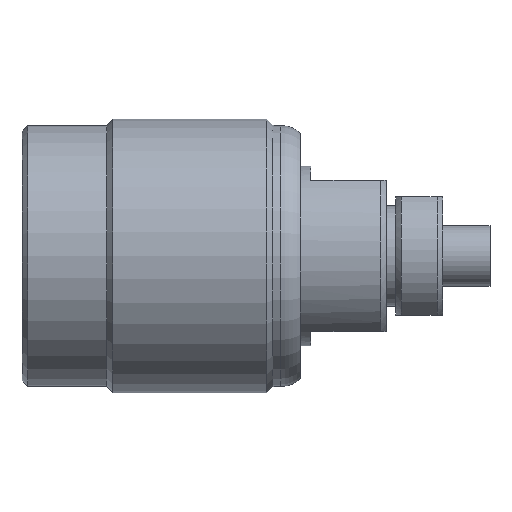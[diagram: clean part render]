
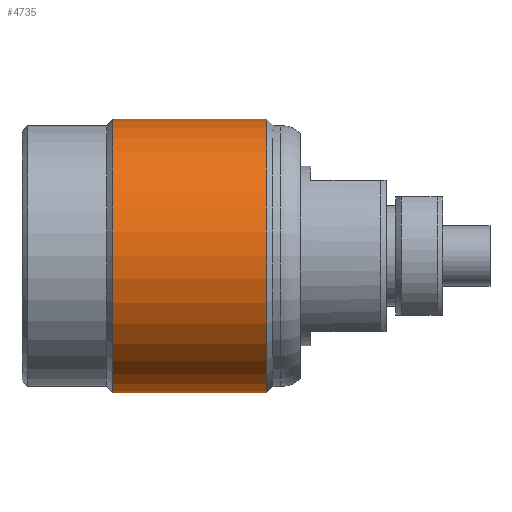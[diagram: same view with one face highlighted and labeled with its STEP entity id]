
A CAD part, top view. The second image highlights one B-rep face of the part: STEP entity #4735.
In plain terms, the highlighted cylindrical face has radius 7.24 mm (diameter 14.48 mm), a partial arc.
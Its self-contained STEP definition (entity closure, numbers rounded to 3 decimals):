
#241=CARTESIAN_POINT('',(12.18,0.,0.));
#242=DIRECTION('',(1.,0.,0.));
#243=DIRECTION('',(0.,1.,0.));
#244=AXIS2_PLACEMENT_3D('',#241,#242,#243);
#246=DIRECTION('',(-1.,0.,0.));
#247=VECTOR('',#246,8.16);
#248=CARTESIAN_POINT('',(12.18,7.24,0.));
#249=LINE('',#248,#247);
#250=DIRECTION('',(-1.,0.,0.));
#251=VECTOR('',#250,8.16);
#252=CARTESIAN_POINT('',(12.18,-7.24,0.));
#253=LINE('',#252,#251);
#328=CARTESIAN_POINT('',(4.02,0.,0.));
#329=DIRECTION('',(1.,0.,0.));
#330=DIRECTION('',(0.,1.,0.));
#331=AXIS2_PLACEMENT_3D('',#328,#329,#330);
#4222=CARTESIAN_POINT('',(12.18,7.24,0.));
#4223=CARTESIAN_POINT('',(4.02,7.24,0.));
#4224=VERTEX_POINT('',#4222);
#4225=VERTEX_POINT('',#4223);
#4226=CARTESIAN_POINT('',(12.18,-7.24,0.));
#4227=CARTESIAN_POINT('',(4.02,-7.24,0.));
#4228=VERTEX_POINT('',#4226);
#4229=VERTEX_POINT('',#4227);
#4721=CARTESIAN_POINT('',(3.26,0.,0.));
#4722=DIRECTION('',(1.,0.,0.));
#4723=DIRECTION('',(0.,-1.,0.));
#4724=AXIS2_PLACEMENT_3D('',#4721,#4722,#4723);
#4725=CYLINDRICAL_SURFACE('',#4724,7.24);
#4727=ORIENTED_EDGE('',*,*,#4726,.F.);
#4728=ORIENTED_EDGE('',*,*,#4715,.T.);
#4730=ORIENTED_EDGE('',*,*,#4729,.T.);
#4732=ORIENTED_EDGE('',*,*,#4731,.F.);
#4733=EDGE_LOOP('',(#4727,#4728,#4730,#4732));
#4734=FACE_OUTER_BOUND('',#4733,.F.);
#4735=ADVANCED_FACE('',(#4734),#4725,.T.);
#245=CIRCLE('',#244,7.24);
#332=CIRCLE('',#331,7.24);
#4715=EDGE_CURVE('',#4224,#4228,#245,.T.);
#4726=EDGE_CURVE('',#4224,#4225,#249,.T.);
#4729=EDGE_CURVE('',#4228,#4229,#253,.T.);
#4731=EDGE_CURVE('',#4225,#4229,#332,.T.);
